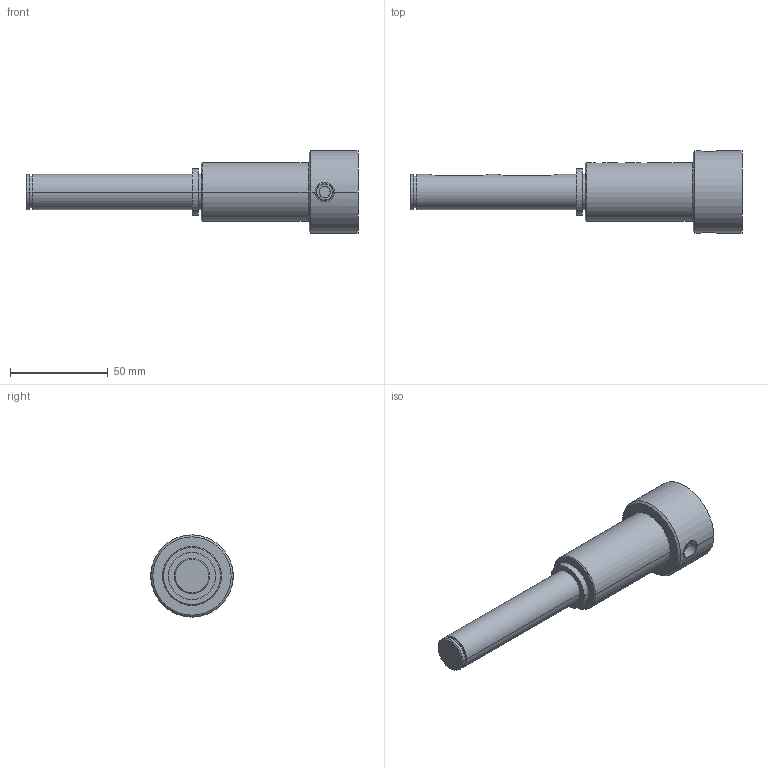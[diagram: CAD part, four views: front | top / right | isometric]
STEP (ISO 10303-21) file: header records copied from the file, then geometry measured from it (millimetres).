
FILE_DESCRIPTION((''),'2;1');
FILE_NAME('A1-ACCOUPLEMENT_MOTEUR_1_ASM','2024-02-04T22:30:42',('lucie'),('INSA'),'CREO PARAMETRIC BY PTC INC, 2022014','CREO PARAMETRIC BY PTC INC, 2022014','');
FILE_SCHEMA(('CONFIG_CONTROL_DESIGN'));
Length unit declared in the file: millimetre
Products named in the file (6): 100-TECHNOI_425001_ARBRE_SORTIE; 10-ACCOUPLEMENT; 200-ANJOU_MEC0002_BRAS_TELESCOP; 300-BOSSARD_BN617_VIS_M6X8; 310-BOSSARD_BN617_VIS_M10X12; A1-ACCOUPLEMENT_MOTEUR_1_ASM
Assembly tree (8 placements, depth 2):
  A1-ACCOUPLEMENT_MOTEUR_1_ASM
    100-TECHNOI_425001_ARBRE_SORTIE
    10-ACCOUPLEMENT
    200-ANJOU_MEC0002_BRAS_TELESCOP
    300-BOSSARD_BN617_VIS_M6X8  x3
    310-BOSSARD_BN617_VIS_M10X12  x2
Bounding box: 169.5 x 42 x 42 mm (x, y, z)
Volume: 89703.3 mm3; surface area: 31583.6 mm2
Topology: 8 solids, 19 shells, 282 faces, 595 edges, 331 vertices
Faces by surface type: plane 106, cylinder 82, cone 82, bspline 10, torus 2
Entity records: 18191 total; most frequent: CARTESIAN_POINT 14195, DIRECTION 827, ORIENTED_EDGE 754, EDGE_CURVE 389, AXIS2_PLACEMENT_3D 325, VERTEX_POINT 226, EDGE_LOOP 191, VECTOR 177
